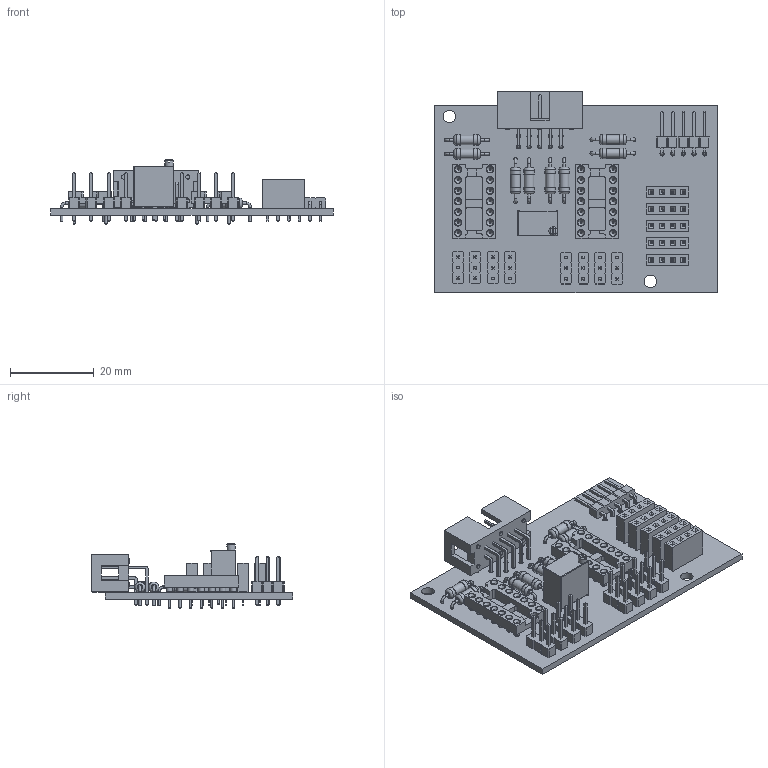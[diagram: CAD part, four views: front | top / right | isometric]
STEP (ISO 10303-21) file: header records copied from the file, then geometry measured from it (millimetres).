
FILE_DESCRIPTION(('KiCad electronic assembly'),'2;1');
FILE_NAME('COMPARADOR.step','2023-09-20T11:59:26',('Pcbnew'),('Kicad'), 'Open CASCADE STEP processor 7.7','KiCad to STEP converter','Unknown' );
FILE_SCHEMA(('AUTOMOTIVE_DESIGN { 1 0 10303 214 1 1 1 1 }'));
Length unit declared in the file: millimetre
Products named in the file (16): COMPARADOR 1; PinHeader_1x03_P2.54mm_Vertical; SOLID; R_Axial_DIN0207_L6.3mm_D2.5mm_P10.16mm_Horizontal; PinSocket_1x04_P2.54mm_Vertical; IDC-Header_2x05_P2.54mm_Horizontal; DIP-14_W7.62mm_Socket; PinHeader_1x05_P2.54mm_Horizontal; Potentiometer_Bourns_3299W_Vertical; COMPARADOR PCB
Assembly tree (34 placements, depth 3):
  COMPARADOR 1
    PinHeader_1x03_P2.54mm_Vertical  x8
      SOLID
    R_Axial_DIN0207_L6.3mm_D2.5mm_P10.16mm_Horizontal  x8
      SOLID
    PinSocket_1x04_P2.54mm_Vertical  x5
      SOLID
    IDC-Header_2x05_P2.54mm_Horizontal
      SOLID
    DIP-14_W7.62mm_Socket  x2
      SOLID
    PinHeader_1x05_P2.54mm_Horizontal
      SOLID
    Potentiometer_Bourns_3299W_Vertical
      SOLID
    COMPARADOR PCB
Bounding box: 67.41 x 48.02 x 15.43 mm (x, y, z)
Volume: 8362.7 mm3; surface area: 13891.4 mm2
Topology: 27 solids, 27 shells, 2386 faces, 5550 edges, 3525 vertices
Faces by surface type: plane 1921, cylinder 340, cone 84, torus 34, sphere 4, revolution 3
Full cylindrical faces by diameter (mm): 0.508 x56, 0.51 x3, 0.6 x32, 0.8 x47, 1 x65, 1.524 x28, 1.724 x28, 2 x1, 2.25 x8, 2.5 x16, 3 x2
Entity records: 67329 total; most frequent: CARTESIAN_POINT 12431, DIRECTION 9200, LINE 6007, VECTOR 6007, ORIENTED_EDGE 4682, PCURVE 4682, DEFINITIONAL_REPRESENTATION 4682, EDGE_CURVE 2341
